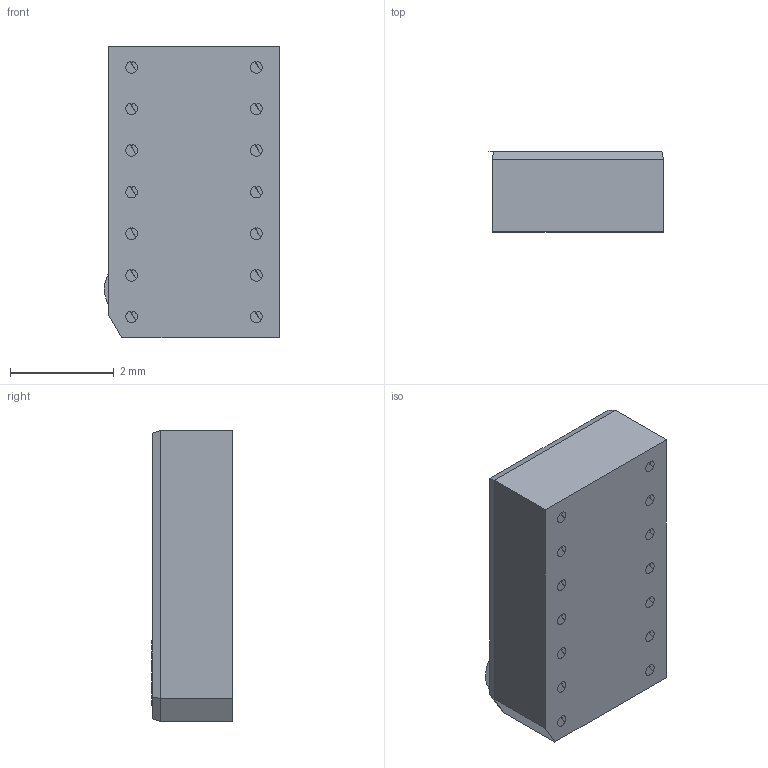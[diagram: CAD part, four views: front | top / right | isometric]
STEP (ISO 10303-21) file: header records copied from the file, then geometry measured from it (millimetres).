
FILE_DESCRIPTION (( 'STEP AP214' ), '1' );
FILE_NAME ( 'LGA14S240P2X7_330X560X155.step', '2018-12-1T23:18:25', ( '' ), ( '' ), 'EDABuilder', 'EMA Design Automation', '' );
FILE_SCHEMA (( 'AUTOMOTIVE_DESIGN' ));
Length unit declared in the file: millimetre
Products named in the file (1): face1_BC
Bounding box: 3.37 x 1.55 x 5.6 mm (x, y, z)
Volume: 27.8 mm3; surface area: 66.7 mm2
Topology: 16 solids, 16 shells, 57 faces, 56 edges, 31 vertices
Faces by surface type: plane 42, cylinder 15
Full cylindrical faces by diameter (mm): 0.225 x14, 1.244 x1
Entity records: 1260 total; most frequent: DIRECTION 233, CARTESIAN_POINT 174, ORIENTED_EDGE 110, AXIS2_PLACEMENT_3D 104, EDGE_LOOP 72, STYLED_ITEM 72, FACE_OUTER_BOUND 57, ADVANCED_FACE 57
